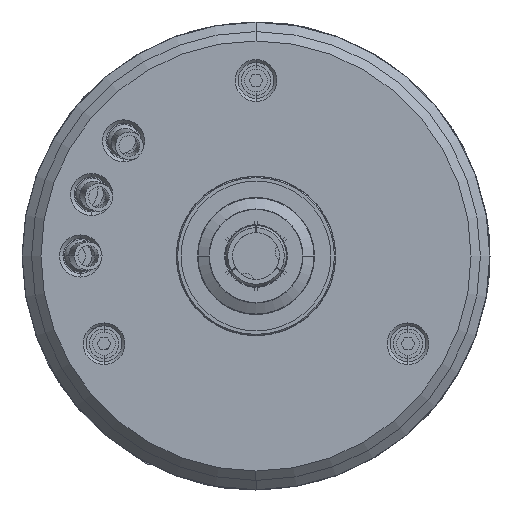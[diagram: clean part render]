
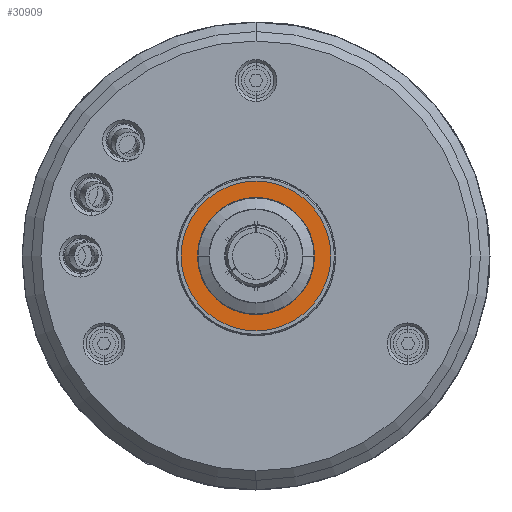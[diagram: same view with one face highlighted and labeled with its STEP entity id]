
A CAD part, left-side view. The second image highlights one B-rep face of the part: STEP entity #30909.
In plain terms, the highlighted planar face has unit normal (-1, 0, 0).
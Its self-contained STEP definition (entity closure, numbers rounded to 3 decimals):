
#2369 = CIRCLE ( 'NONE', #12592, 11.75 ) ;
#2699 = CIRCLE ( 'NONE', #12564, 16. ) ;
#2701 = CIRCLE ( 'NONE', #12534, 16. ) ;
#2716 = VECTOR ( 'NONE', #8655, 1000. ) ;
#2737 = LINE ( 'NONE', #8689, #2716 ) ;
#2777 = CIRCLE ( 'NONE', #12830, 11.75 ) ;
#2787 = VECTOR ( 'NONE', #8662, 1000. ) ;
#2819 = LINE ( 'NONE', #8653, #2787 ) ;
#2837 = VECTOR ( 'NONE', #8749, 1000. ) ;
#2847 = LINE ( 'NONE', #8754, #2837 ) ;
#3208 = CIRCLE ( 'NONE', #12331, 11.75 ) ;
#6293 = CARTESIAN_POINT ( 'NONE',  ( -262., -16., 0. ) ) ;
#6337 = CARTESIAN_POINT ( 'NONE',  ( -262., -11.73, -0.683 ) ) ;
#6364 = CARTESIAN_POINT ( 'NONE',  ( -262., 5.274, 10.5 ) ) ;
#6429 = CARTESIAN_POINT ( 'NONE',  ( -262., 11.73, 0.683 ) ) ;
#6505 = CARTESIAN_POINT ( 'NONE',  ( -262., -11.75, 0. ) ) ;
#6558 = CARTESIAN_POINT ( 'NONE',  ( -262., 16., 0. ) ) ;
#6816 = CARTESIAN_POINT ( 'NONE',  ( -262., -6.456, -9.817 ) ) ;
#7033 = VERTEX_POINT ( 'NONE', #6364 ) ;
#7121 = VERTEX_POINT ( 'NONE', #6429 ) ;
#7270 = VERTEX_POINT ( 'NONE', #6293 ) ;
#7304 = VERTEX_POINT ( 'NONE', #6337 ) ;
#7568 = VERTEX_POINT ( 'NONE', #6816 ) ;
#7633 = VERTEX_POINT ( 'NONE', #6505 ) ;
#7635 = VERTEX_POINT ( 'NONE', #6558 ) ;
#8343 = CARTESIAN_POINT ( 'NONE',  ( -262., 0., 0. ) ) ;
#8347 = DIRECTION ( 'NONE',  ( -1., 0., 0. ) ) ;
#8352 = DIRECTION ( 'NONE',  ( 0., 1., 0. ) ) ;
#8497 = DIRECTION ( 'NONE',  ( 0., -1., 0. ) ) ;
#8528 = CARTESIAN_POINT ( 'NONE',  ( -262., 0., 0. ) ) ;
#8530 = DIRECTION ( 'NONE',  ( -1., 0., 0. ) ) ;
#8653 = CARTESIAN_POINT ( 'NONE',  ( -262., 11.73, -0.683 ) ) ;
#8655 = DIRECTION ( 'NONE',  ( 0., 1., 0. ) ) ;
#8662 = DIRECTION ( 'NONE',  ( 0., 0.5, 0.866 ) ) ;
#8689 = CARTESIAN_POINT ( 'NONE',  ( -262., 5.274, -10.5 ) ) ;
#8749 = DIRECTION ( 'NONE',  ( 0., -0.5, 0.866 ) ) ;
#8754 = CARTESIAN_POINT ( 'NONE',  ( -262., 6.456, 9.817 ) ) ;
#8796 = DIRECTION ( 'NONE',  ( -1., 0., 0. ) ) ;
#8797 = DIRECTION ( 'NONE',  ( 0., 1., 0. ) ) ;
#8805 = CARTESIAN_POINT ( 'NONE',  ( -262., 0., 0. ) ) ;
#9034 = DIRECTION ( 'NONE',  ( 0., -1., 0. ) ) ;
#9035 = DIRECTION ( 'NONE',  ( -1., 0., 0. ) ) ;
#9037 = CARTESIAN_POINT ( 'NONE',  ( -262., 0., 0. ) ) ;
#10099 = DIRECTION ( 'NONE',  ( 0., 1., 0. ) ) ;
#10100 = DIRECTION ( 'NONE',  ( -1., 0., 0. ) ) ;
#10101 = CARTESIAN_POINT ( 'NONE',  ( -262., 0., 0. ) ) ;
#10435 = DIRECTION ( 'NONE',  ( 0., 1., 0. ) ) ;
#10437 = CARTESIAN_POINT ( 'NONE',  ( -262., 0., 0. ) ) ;
#10438 = DIRECTION ( 'NONE',  ( -1., 0., 0. ) ) ;
#10473 = DIRECTION ( 'NONE',  ( 0., 1., 0. ) ) ;
#10474 = DIRECTION ( 'NONE',  ( -1., 0., 0. ) ) ;
#10476 = CARTESIAN_POINT ( 'NONE',  ( -262., 0., 0. ) ) ;
#10478 = DIRECTION ( 'NONE',  ( 0., 0.5, -0.866 ) ) ;
#10523 = DIRECTION ( 'NONE',  ( 0., -1., 0. ) ) ;
#10530 = CARTESIAN_POINT ( 'NONE',  ( -262., 5.274, 10.5 ) ) ;
#10558 = CARTESIAN_POINT ( 'NONE',  ( -262., 0., 0. ) ) ;
#10562 = CARTESIAN_POINT ( 'NONE',  ( -262., -11.73, -0.683 ) ) ;
#10568 = DIRECTION ( 'NONE',  ( 0., -0.5, -0.866 ) ) ;
#10578 = CARTESIAN_POINT ( 'NONE',  ( -262., -6.456, 9.817 ) ) ;
#10617 = DIRECTION ( 'NONE',  ( -1., 0., 0. ) ) ;
#10620 = DIRECTION ( 'NONE',  ( 0., 1., 0. ) ) ;
#12270 = VECTOR ( 'NONE', #10478, 1000. ) ;
#12278 = VECTOR ( 'NONE', #10568, 1000. ) ;
#12280 = LINE ( 'NONE', #10578, #12278 ) ;
#12295 = LINE ( 'NONE', #10562, #12270 ) ;
#12300 = CIRCLE ( 'NONE', #14353, 11.75 ) ;
#12331 = AXIS2_PLACEMENT_3D ( 'NONE', #35895, #35867, #35826 ) ;
#12383 = CIRCLE ( 'NONE', #14374, 11.75 ) ;
#12402 = CIRCLE ( 'NONE', #14372, 11.75 ) ;
#12426 = CIRCLE ( 'NONE', #14359, 11.75 ) ;
#12534 = AXIS2_PLACEMENT_3D ( 'NONE', #9037, #9035, #9034 ) ;
#12564 = AXIS2_PLACEMENT_3D ( 'NONE', #8528, #8530, #8497 ) ;
#12592 = AXIS2_PLACEMENT_3D ( 'NONE', #8343, #8347, #8352 ) ;
#12830 = AXIS2_PLACEMENT_3D ( 'NONE', #8805, #8796, #8797 ) ;
#13083 = VECTOR ( 'NONE', #10523, 1000. ) ;
#13109 = LINE ( 'NONE', #10530, #13083 ) ;
#14353 = AXIS2_PLACEMENT_3D ( 'NONE', #10476, #10474, #10473 ) ;
#14359 = AXIS2_PLACEMENT_3D ( 'NONE', #10558, #10617, #10620 ) ;
#14372 = AXIS2_PLACEMENT_3D ( 'NONE', #10437, #10438, #10435 ) ;
#14374 = AXIS2_PLACEMENT_3D ( 'NONE', #10101, #10100, #10099 ) ;
#15178 = AXIS2_PLACEMENT_3D ( 'NONE', #16509, #16517, #16518 ) ;
#15665 = CARTESIAN_POINT ( 'NONE',  ( -262., 11.73, -0.683 ) ) ;
#15666 = CARTESIAN_POINT ( 'NONE',  ( -262., -11.73, 0.683 ) ) ;
#15667 = CARTESIAN_POINT ( 'NONE',  ( -262., -6.456, 9.817 ) ) ;
#15701 = CARTESIAN_POINT ( 'NONE',  ( -262., 5.274, -10.5 ) ) ;
#15703 = CARTESIAN_POINT ( 'NONE',  ( -262., -5.274, -10.5 ) ) ;
#15704 = CARTESIAN_POINT ( 'NONE',  ( -262., -5.274, 10.5 ) ) ;
#15707 = CARTESIAN_POINT ( 'NONE',  ( -262., 6.456, 9.817 ) ) ;
#15778 = CARTESIAN_POINT ( 'NONE',  ( -262., 6.456, -9.817 ) ) ;
#16509 = CARTESIAN_POINT ( 'NONE',  ( -262., 16., 0. ) ) ;
#16515 = PLANE ( 'NONE',  #15178 ) ;
#16517 = DIRECTION ( 'NONE',  ( 1., 0., 0. ) ) ;
#16518 = DIRECTION ( 'NONE',  ( 0., 1., 0. ) ) ;
#16921 = EDGE_CURVE ( 'NONE', #7304, #7633, #3208, .T. ) ;
#17101 = EDGE_CURVE ( 'NONE', #7270, #7635, #2701, .T. ) ;
#17129 = EDGE_CURVE ( 'NONE', #7635, #7270, #2699, .T. ) ;
#17147 = EDGE_CURVE ( 'NONE', #28122, #7568, #2369, .T. ) ;
#17356 = EDGE_CURVE ( 'NONE', #7121, #28126, #2847, .T. ) ;
#17365 = EDGE_CURVE ( 'NONE', #28084, #28123, #2777, .T. ) ;
#17366 = EDGE_CURVE ( 'NONE', #28197, #28083, #2819, .T. ) ;
#17370 = EDGE_CURVE ( 'NONE', #28122, #28120, #2737, .T. ) ;
#18081 = EDGE_CURVE ( 'NONE', #7033, #28123, #13109, .T. ) ;
#18095 = EDGE_CURVE ( 'NONE', #28197, #28120, #12300, .T. ) ;
#18102 = EDGE_CURVE ( 'NONE', #7304, #7568, #12295, .T. ) ;
#18107 = EDGE_CURVE ( 'NONE', #28084, #28082, #12280, .T. ) ;
#18116 = EDGE_CURVE ( 'NONE', #7633, #28082, #12426, .T. ) ;
#18139 = EDGE_CURVE ( 'NONE', #7121, #28083, #12402, .T. ) ;
#18145 = EDGE_CURVE ( 'NONE', #7033, #28126, #12383, .T. ) ;
#24698 = EDGE_LOOP ( 'NONE', ( #29356, #29357, #29257, #29259, #29258, #29260, #29265, #29264, #29322, #29266, #29268, #29267, #29323 ) ) ;
#25261 = EDGE_LOOP ( 'NONE', ( #29269, #29274 ) ) ;
#28082 = VERTEX_POINT ( 'NONE', #15666 ) ;
#28083 = VERTEX_POINT ( 'NONE', #15665 ) ;
#28084 = VERTEX_POINT ( 'NONE', #15667 ) ;
#28120 = VERTEX_POINT ( 'NONE', #15701 ) ;
#28122 = VERTEX_POINT ( 'NONE', #15703 ) ;
#28123 = VERTEX_POINT ( 'NONE', #15704 ) ;
#28126 = VERTEX_POINT ( 'NONE', #15707 ) ;
#28197 = VERTEX_POINT ( 'NONE', #15778 ) ;
#29257 = ORIENTED_EDGE ( 'NONE', *, *, #18107, .T. ) ;
#29258 = ORIENTED_EDGE ( 'NONE', *, *, #16921, .F. ) ;
#29259 = ORIENTED_EDGE ( 'NONE', *, *, #18116, .F. ) ;
#29260 = ORIENTED_EDGE ( 'NONE', *, *, #18102, .T. ) ;
#29264 = ORIENTED_EDGE ( 'NONE', *, *, #17370, .T. ) ;
#29265 = ORIENTED_EDGE ( 'NONE', *, *, #17147, .F. ) ;
#29266 = ORIENTED_EDGE ( 'NONE', *, *, #17366, .T. ) ;
#29267 = ORIENTED_EDGE ( 'NONE', *, *, #17356, .T. ) ;
#29268 = ORIENTED_EDGE ( 'NONE', *, *, #18139, .F. ) ;
#29269 = ORIENTED_EDGE ( 'NONE', *, *, #17101, .T. ) ;
#29274 = ORIENTED_EDGE ( 'NONE', *, *, #17129, .T. ) ;
#29322 = ORIENTED_EDGE ( 'NONE', *, *, #18095, .F. ) ;
#29323 = ORIENTED_EDGE ( 'NONE', *, *, #18145, .F. ) ;
#29356 = ORIENTED_EDGE ( 'NONE', *, *, #18081, .T. ) ;
#29357 = ORIENTED_EDGE ( 'NONE', *, *, #17365, .F. ) ;
#30909 = ADVANCED_FACE ( 'NONE', ( #32523, #32476 ), #16515, .F. ) ;
#32476 = FACE_OUTER_BOUND ( 'NONE', #25261, .T. ) ;
#32523 = FACE_BOUND ( 'NONE', #24698, .T. ) ;
#35826 = DIRECTION ( 'NONE',  ( 0., 1., 0. ) ) ;
#35867 = DIRECTION ( 'NONE',  ( -1., 0., 0. ) ) ;
#35895 = CARTESIAN_POINT ( 'NONE',  ( -262., 0., 0. ) ) ;
